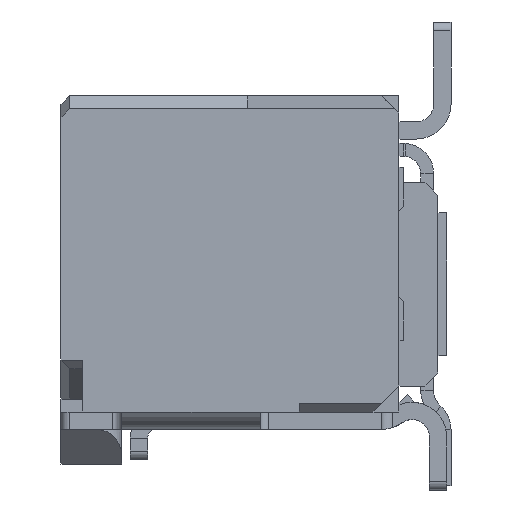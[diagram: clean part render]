
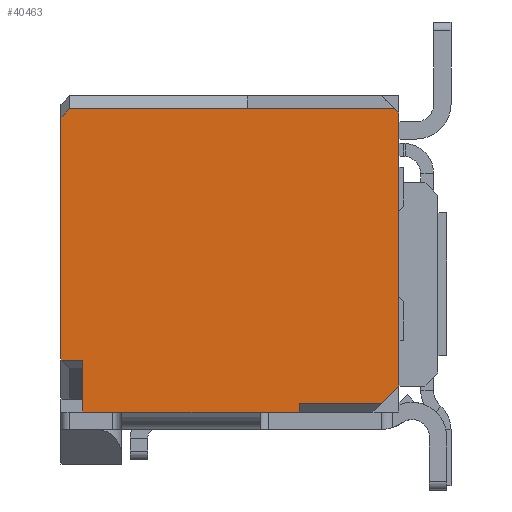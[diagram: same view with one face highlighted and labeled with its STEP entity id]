
A CAD part, left-side view. The second image highlights one B-rep face of the part: STEP entity #40463.
In plain terms, the highlighted planar face has unit normal (-1, 0, 0).
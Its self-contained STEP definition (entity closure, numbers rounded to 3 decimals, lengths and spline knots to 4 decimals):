
#649 = CARTESIAN_POINT ( 'NONE',  ( -17.55, 0.45, -1. ) ) ;
#1104 = ORIENTED_EDGE ( 'NONE', *, *, #53930, .T. ) ;
#2170 = ORIENTED_EDGE ( 'NONE', *, *, #16768, .F. ) ;
#3483 = EDGE_CURVE ( 'NONE', #68300, #70091, #67457, .T. ) ;
#5806 = CARTESIAN_POINT ( 'NONE',  ( -17.55, 0.675, 0.025 ) ) ;
#6559 = DIRECTION ( 'NONE',  ( 0., 1., 0. ) ) ;
#7404 = CARTESIAN_POINT ( 'NONE',  ( -17.55, 4.1, -3.05 ) ) ;
#8105 = ORIENTED_EDGE ( 'NONE', *, *, #45154, .F. ) ;
#11342 = VERTEX_POINT ( 'NONE', #37934 ) ;
#12739 = DIRECTION ( 'NONE',  ( 0., 0.707, -0.707 ) ) ;
#13908 = EDGE_CURVE ( 'NONE', #40116, #35760, #61434, .T. ) ;
#14811 = CARTESIAN_POINT ( 'NONE',  ( -17.55, 4.35, -3.65 ) ) ;
#16572 = DIRECTION ( 'NONE',  ( 0., 0., 1. ) ) ;
#16768 = EDGE_CURVE ( 'NONE', #11342, #35184, #39571, .T. ) ;
#18124 = VECTOR ( 'NONE', #12739, 1000. ) ;
#18645 = AXIS2_PLACEMENT_3D ( 'NONE', #14811, #72457, #38024 ) ;
#18664 = FACE_OUTER_BOUND ( 'NONE', #66719, .T. ) ;
#21472 = VECTOR ( 'NONE', #74226, 1000. ) ;
#22453 = LINE ( 'NONE', #39897, #24230 ) ;
#22832 = CARTESIAN_POINT ( 'NONE',  ( -17.55, 1.6, -3.65 ) ) ;
#23837 = VERTEX_POINT ( 'NONE', #65106 ) ;
#24226 = VECTOR ( 'NONE', #57519, 1000. ) ;
#24230 = VECTOR ( 'NONE', #51430, 1000. ) ;
#25375 = ORIENTED_EDGE ( 'NONE', *, *, #46046, .T. ) ;
#27380 = ORIENTED_EDGE ( 'NONE', *, *, #33454, .T. ) ;
#27819 = VECTOR ( 'NONE', #6559, 1000. ) ;
#27827 = LINE ( 'NONE', #38899, #58422 ) ;
#28335 = EDGE_CURVE ( 'NONE', #23837, #70091, #64062, .T. ) ;
#29063 = CARTESIAN_POINT ( 'NONE',  ( -17.55, 4.35, -3.05 ) ) ;
#30877 = VECTOR ( 'NONE', #67980, 1000. ) ;
#31197 = CARTESIAN_POINT ( 'NONE',  ( -17.55, 4.1, -0.15 ) ) ;
#32213 = PLANE ( 'NONE',  #18645 ) ;
#33454 = EDGE_CURVE ( 'NONE', #38473, #23837, #44977, .T. ) ;
#33985 = CARTESIAN_POINT ( 'NONE',  ( -17.55, 4., -3.05 ) ) ;
#34019 = VECTOR ( 'NONE', #37030, 1000. ) ;
#34240 = ORIENTED_EDGE ( 'NONE', *, *, #45039, .T. ) ;
#34295 = CARTESIAN_POINT ( 'NONE',  ( -17.55, 1.6, -3.55 ) ) ;
#34937 = CARTESIAN_POINT ( 'NONE',  ( -17.55, 0.75, -3.65 ) ) ;
#35017 = LINE ( 'NONE', #33985, #21472 ) ;
#35184 = VERTEX_POINT ( 'NONE', #71506 ) ;
#35600 = EDGE_CURVE ( 'NONE', #58508, #11342, #51027, .T. ) ;
#35760 = VERTEX_POINT ( 'NONE', #22832 ) ;
#37030 = DIRECTION ( 'NONE',  ( 0., 0., -1. ) ) ;
#37934 = CARTESIAN_POINT ( 'NONE',  ( -17.55, 0.45, -3.35 ) ) ;
#37987 = ORIENTED_EDGE ( 'NONE', *, *, #3483, .F. ) ;
#38024 = DIRECTION ( 'NONE',  ( 0., 0., 1. ) ) ;
#38222 = LINE ( 'NONE', #5806, #48087 ) ;
#38473 = VERTEX_POINT ( 'NONE', #68219 ) ;
#38899 = CARTESIAN_POINT ( 'NONE',  ( -17.55, 0.75, -3.55 ) ) ;
#39571 = LINE ( 'NONE', #34937, #24226 ) ;
#39897 = CARTESIAN_POINT ( 'NONE',  ( -17.55, 1.6, -3.65 ) ) ;
#40116 = VERTEX_POINT ( 'NONE', #34295 ) ;
#40463 = ADVANCED_FACE ( 'NONE', ( #18664 ), #32213, .T. ) ;
#40824 = VERTEX_POINT ( 'NONE', #7404 ) ;
#41501 = CARTESIAN_POINT ( 'NONE',  ( -17.55, 6.05, -1.95 ) ) ;
#44977 = LINE ( 'NONE', #52658, #27819 ) ;
#45039 = EDGE_CURVE ( 'NONE', #40116, #35184, #27827, .T. ) ;
#45154 = EDGE_CURVE ( 'NONE', #35760, #63635, #22453, .T. ) ;
#45803 = CARTESIAN_POINT ( 'NONE',  ( -17.55, 4.1, -3.65 ) ) ;
#46046 = EDGE_CURVE ( 'NONE', #40824, #63635, #66387, .T. ) ;
#46138 = DIRECTION ( 'NONE',  ( 0., 0.707, 0.707 ) ) ;
#46782 = DIRECTION ( 'NONE',  ( 0., 0., -1. ) ) ;
#48087 = VECTOR ( 'NONE', #46138, 1000. ) ;
#50371 = VECTOR ( 'NONE', #16572, 1000. ) ;
#51027 = LINE ( 'NONE', #649, #64525 ) ;
#51054 = CARTESIAN_POINT ( 'NONE',  ( -17.55, 4.35, -3.65 ) ) ;
#51430 = DIRECTION ( 'NONE',  ( 0., 1., 0. ) ) ;
#51764 = ORIENTED_EDGE ( 'NONE', *, *, #35600, .F. ) ;
#52658 = CARTESIAN_POINT ( 'NONE',  ( -17.55, 4., -0.15 ) ) ;
#53930 = EDGE_CURVE ( 'NONE', #58508, #38473, #38222, .T. ) ;
#57519 = DIRECTION ( 'NONE',  ( 0., 0.707, -0.707 ) ) ;
#58422 = VECTOR ( 'NONE', #73361, 1000. ) ;
#58508 = VERTEX_POINT ( 'NONE', #70603 ) ;
#60751 = ORIENTED_EDGE ( 'NONE', *, *, #13908, .F. ) ;
#61434 = LINE ( 'NONE', #61915, #30877 ) ;
#61884 = EDGE_CURVE ( 'NONE', #68300, #40824, #35017, .T. ) ;
#61915 = CARTESIAN_POINT ( 'NONE',  ( -17.55, 1.6, -0.15 ) ) ;
#63635 = VERTEX_POINT ( 'NONE', #45803 ) ;
#64062 = LINE ( 'NONE', #41501, #18124 ) ;
#64525 = VECTOR ( 'NONE', #46782, 1000. ) ;
#65106 = CARTESIAN_POINT ( 'NONE',  ( -17.55, 4.25, -0.15 ) ) ;
#66387 = LINE ( 'NONE', #31197, #34019 ) ;
#66719 = EDGE_LOOP ( 'NONE', ( #73697, #25375, #8105, #60751, #34240, #2170, #51764, #1104, #27380, #68129, #37987 ) ) ;
#67457 = LINE ( 'NONE', #51054, #50371 ) ;
#67876 = CARTESIAN_POINT ( 'NONE',  ( -17.55, 4.35, -0.25 ) ) ;
#67980 = DIRECTION ( 'NONE',  ( 0., 0., -1. ) ) ;
#68129 = ORIENTED_EDGE ( 'NONE', *, *, #28335, .T. ) ;
#68219 = CARTESIAN_POINT ( 'NONE',  ( -17.55, 0.5, -0.15 ) ) ;
#68300 = VERTEX_POINT ( 'NONE', #29063 ) ;
#70091 = VERTEX_POINT ( 'NONE', #67876 ) ;
#70603 = CARTESIAN_POINT ( 'NONE',  ( -17.55, 0.45, -0.2 ) ) ;
#71506 = CARTESIAN_POINT ( 'NONE',  ( -17.55, 0.65, -3.55 ) ) ;
#72457 = DIRECTION ( 'NONE',  ( -1., 0., 0. ) ) ;
#73361 = DIRECTION ( 'NONE',  ( 0., -1., 0. ) ) ;
#73697 = ORIENTED_EDGE ( 'NONE', *, *, #61884, .T. ) ;
#74226 = DIRECTION ( 'NONE',  ( 0., -1., 0. ) ) ;
